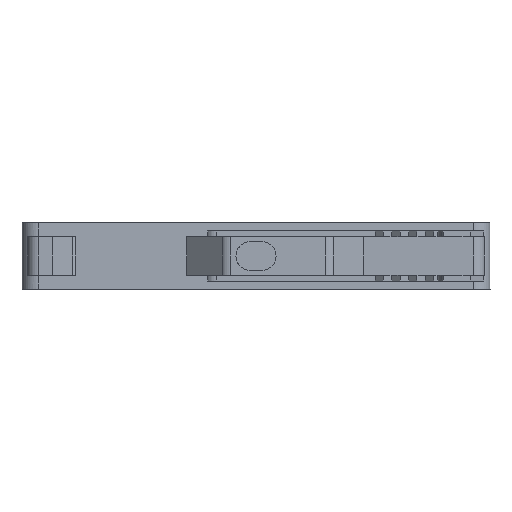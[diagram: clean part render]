
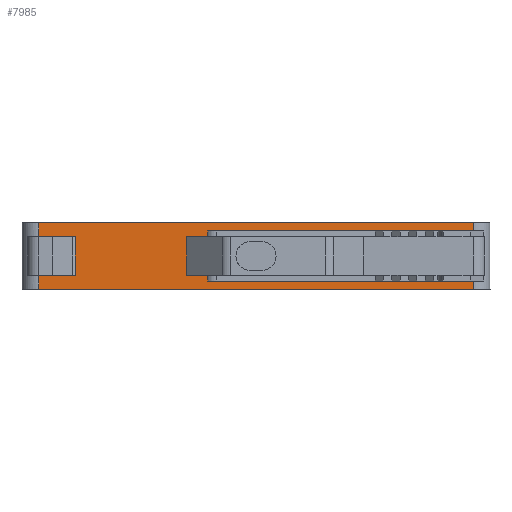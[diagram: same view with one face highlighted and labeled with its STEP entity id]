
A CAD part, front view. The second image highlights one B-rep face of the part: STEP entity #7985.
In plain terms, the highlighted planar face has unit normal (0, -1, 0).
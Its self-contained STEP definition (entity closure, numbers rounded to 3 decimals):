
#76 = CARTESIAN_POINT ( 'NONE',  ( -4.327, 0., 0.75 ) ) ;
#82 = LINE ( 'NONE', #1800, #12502 ) ;
#90 = EDGE_CURVE ( 'NONE', #4110, #8088, #11677, .T. ) ;
#325 = DIRECTION ( 'NONE',  ( 0., 0., -1. ) ) ;
#492 = VECTOR ( 'NONE', #5719, 1000. ) ;
#596 = CARTESIAN_POINT ( 'NONE',  ( -16.2, 0., 1.25 ) ) ;
#631 = CARTESIAN_POINT ( 'NONE',  ( -37.611, 0., 1.25 ) ) ;
#717 = LINE ( 'NONE', #4134, #10814 ) ;
#754 = CARTESIAN_POINT ( 'NONE',  ( -19.5, 0., 1.25 ) ) ;
#986 = VERTEX_POINT ( 'NONE', #754 ) ;
#1105 = AXIS2_PLACEMENT_3D ( 'NONE', #4890, #11711, #5870 ) ;
#1114 = VERTEX_POINT ( 'NONE', #2930 ) ;
#1227 = DIRECTION ( 'NONE',  ( -1., 0., 0. ) ) ;
#1255 = VERTEX_POINT ( 'NONE', #1296 ) ;
#1281 = FACE_OUTER_BOUND ( 'NONE', #2111, .T. ) ;
#1296 = CARTESIAN_POINT ( 'NONE',  ( -4.327, 0., 1.25 ) ) ;
#1339 = LINE ( 'NONE', #76, #3936 ) ;
#1760 = VERTEX_POINT ( 'NONE', #6957 ) ;
#1773 = CARTESIAN_POINT ( 'NONE',  ( -37.611, 0., 1.25 ) ) ;
#1800 = CARTESIAN_POINT ( 'NONE',  ( 19.5, 0., 3. ) ) ;
#1870 = ORIENTED_EDGE ( 'NONE', *, *, #8914, .F. ) ;
#1997 = VERTEX_POINT ( 'NONE', #6295 ) ;
#2022 = DIRECTION ( 'NONE',  ( 1., 0., 0. ) ) ;
#2042 = VERTEX_POINT ( 'NONE', #596 ) ;
#2111 = EDGE_LOOP ( 'NONE', ( #1870, #8090, #6144, #4135, #6699, #3498, #4107, #11556, #9167, #9365, #11236, #3820, #4161, #5097, #6118, #6754 ) ) ;
#2125 = VERTEX_POINT ( 'NONE', #11622 ) ;
#2266 = CARTESIAN_POINT ( 'NONE',  ( -19.5, 0., 0. ) ) ;
#2345 = CARTESIAN_POINT ( 'NONE',  ( -16.2, 0., 4.75 ) ) ;
#2371 = VECTOR ( 'NONE', #4645, 1000. ) ;
#2884 = LINE ( 'NONE', #7555, #10689 ) ;
#2920 = CARTESIAN_POINT ( 'NONE',  ( -37.611, 0., 4.75 ) ) ;
#2930 = CARTESIAN_POINT ( 'NONE',  ( -4.327, 0., 5.25 ) ) ;
#2934 = DIRECTION ( 'NONE',  ( 0., 0., -1. ) ) ;
#3094 = LINE ( 'NONE', #1773, #492 ) ;
#3183 = CARTESIAN_POINT ( 'NONE',  ( -4.327, 0., 5.25 ) ) ;
#3309 = DIRECTION ( 'NONE',  ( 0., 0., -1. ) ) ;
#3453 = LINE ( 'NONE', #2920, #5750 ) ;
#3498 = ORIENTED_EDGE ( 'NONE', *, *, #7531, .F. ) ;
#3542 = LINE ( 'NONE', #11604, #10108 ) ;
#3572 = DIRECTION ( 'NONE',  ( -1., 0., 0. ) ) ;
#3733 = VECTOR ( 'NONE', #7483, 1000. ) ;
#3744 = VECTOR ( 'NONE', #325, 1000. ) ;
#3820 = ORIENTED_EDGE ( 'NONE', *, *, #6400, .F. ) ;
#3878 = DIRECTION ( 'NONE',  ( 0., 0., 1. ) ) ;
#3905 = DIRECTION ( 'NONE',  ( 0., 0., -1. ) ) ;
#3936 = VECTOR ( 'NONE', #5954, 1000. ) ;
#3959 = CARTESIAN_POINT ( 'NONE',  ( -16.2, 0., 4.75 ) ) ;
#4107 = ORIENTED_EDGE ( 'NONE', *, *, #7042, .F. ) ;
#4110 = VERTEX_POINT ( 'NONE', #2266 ) ;
#4135 = ORIENTED_EDGE ( 'NONE', *, *, #9788, .T. ) ;
#4134 = CARTESIAN_POINT ( 'NONE',  ( -37.611, 0., 4.75 ) ) ;
#4161 = ORIENTED_EDGE ( 'NONE', *, *, #12483, .T. ) ;
#4175 = VECTOR ( 'NONE', #2022, 1000. ) ;
#4375 = CARTESIAN_POINT ( 'NONE',  ( 19.5, 0., 6. ) ) ;
#4645 = DIRECTION ( 'NONE',  ( 1., 0., 0. ) ) ;
#4764 = CARTESIAN_POINT ( 'NONE',  ( -6.213, 0., 4.75 ) ) ;
#4890 = CARTESIAN_POINT ( 'NONE',  ( -19.5, 0., 3. ) ) ;
#4929 = VECTOR ( 'NONE', #3905, 1000. ) ;
#5097 = ORIENTED_EDGE ( 'NONE', *, *, #12641, .T. ) ;
#5136 = LINE ( 'NONE', #2345, #3744 ) ;
#5479 = LINE ( 'NONE', #11706, #7784 ) ;
#5719 = DIRECTION ( 'NONE',  ( -1., 0., 0. ) ) ;
#5750 = VECTOR ( 'NONE', #6822, 1000. ) ;
#5870 = DIRECTION ( 'NONE',  ( -1., 0., 0. ) ) ;
#5954 = DIRECTION ( 'NONE',  ( 0., 0., -1. ) ) ;
#5956 = CARTESIAN_POINT ( 'NONE',  ( -19.5, 0., 0. ) ) ;
#6118 = ORIENTED_EDGE ( 'NONE', *, *, #8626, .T. ) ;
#6144 = ORIENTED_EDGE ( 'NONE', *, *, #10943, .F. ) ;
#6295 = CARTESIAN_POINT ( 'NONE',  ( -6.213, 0., 1.25 ) ) ;
#6400 = EDGE_CURVE ( 'NONE', #9298, #7960, #717, .T. ) ;
#6699 = ORIENTED_EDGE ( 'NONE', *, *, #8644, .F. ) ;
#6712 = EDGE_CURVE ( 'NONE', #10616, #8399, #6993, .T. ) ;
#6754 = ORIENTED_EDGE ( 'NONE', *, *, #90, .T. ) ;
#6822 = DIRECTION ( 'NONE',  ( -1., 0., 0. ) ) ;
#6957 = CARTESIAN_POINT ( 'NONE',  ( -4.327, 0., 4.75 ) ) ;
#6993 = LINE ( 'NONE', #10411, #9236 ) ;
#7042 = EDGE_CURVE ( 'NONE', #1114, #1760, #9721, .T. ) ;
#7056 = VERTEX_POINT ( 'NONE', #11006 ) ;
#7438 = EDGE_CURVE ( 'NONE', #7056, #10616, #82, .T. ) ;
#7483 = DIRECTION ( 'NONE',  ( -1., 0., 0. ) ) ;
#7513 = LINE ( 'NONE', #8213, #12701 ) ;
#7531 = EDGE_CURVE ( 'NONE', #1760, #12119, #3453, .T. ) ;
#7555 = CARTESIAN_POINT ( 'NONE',  ( 14.639, 0., 0.75 ) ) ;
#7682 = DIRECTION ( 'NONE',  ( 0., 0., 1. ) ) ;
#7784 = VECTOR ( 'NONE', #3878, 1000. ) ;
#7870 = EDGE_CURVE ( 'NONE', #1114, #7056, #12481, .T. ) ;
#7960 = VERTEX_POINT ( 'NONE', #10641 ) ;
#7985 = ADVANCED_FACE ( 'NONE', ( #1281 ), #9698, .F. ) ;
#8088 = VERTEX_POINT ( 'NONE', #10946 ) ;
#8090 = ORIENTED_EDGE ( 'NONE', *, *, #10779, .T. ) ;
#8213 = CARTESIAN_POINT ( 'NONE',  ( 19.5, 0., 3. ) ) ;
#8399 = VERTEX_POINT ( 'NONE', #8461 ) ;
#8461 = CARTESIAN_POINT ( 'NONE',  ( -19.5, 0., 6. ) ) ;
#8514 = DIRECTION ( 'NONE',  ( -1., 0., 0. ) ) ;
#8626 = EDGE_CURVE ( 'NONE', #986, #4110, #3542, .T. ) ;
#8644 = EDGE_CURVE ( 'NONE', #12119, #1997, #9028, .T. ) ;
#8870 = VERTEX_POINT ( 'NONE', #10043 ) ;
#8914 = EDGE_CURVE ( 'NONE', #2125, #8088, #7513, .T. ) ;
#9019 = DIRECTION ( 'NONE',  ( 0., 0., -1. ) ) ;
#9028 = LINE ( 'NONE', #11732, #4929 ) ;
#9167 = ORIENTED_EDGE ( 'NONE', *, *, #7438, .T. ) ;
#9236 = VECTOR ( 'NONE', #3572, 1000. ) ;
#9267 = EDGE_CURVE ( 'NONE', #7960, #8399, #5479, .T. ) ;
#9298 = VERTEX_POINT ( 'NONE', #3959 ) ;
#9365 = ORIENTED_EDGE ( 'NONE', *, *, #6712, .T. ) ;
#9698 = PLANE ( 'NONE',  #1105 ) ;
#9721 = LINE ( 'NONE', #3183, #12358 ) ;
#9788 = EDGE_CURVE ( 'NONE', #1255, #1997, #3094, .T. ) ;
#10043 = CARTESIAN_POINT ( 'NONE',  ( -4.327, 0., 0.75 ) ) ;
#10108 = VECTOR ( 'NONE', #2934, 1000. ) ;
#10411 = CARTESIAN_POINT ( 'NONE',  ( 19.5, 0., 6. ) ) ;
#10616 = VERTEX_POINT ( 'NONE', #4375 ) ;
#10641 = CARTESIAN_POINT ( 'NONE',  ( -19.5, 0., 4.75 ) ) ;
#10689 = VECTOR ( 'NONE', #8514, 1000. ) ;
#10779 = EDGE_CURVE ( 'NONE', #2125, #8870, #2884, .T. ) ;
#10814 = VECTOR ( 'NONE', #1227, 1000. ) ;
#10943 = EDGE_CURVE ( 'NONE', #1255, #8870, #1339, .T. ) ;
#10946 = CARTESIAN_POINT ( 'NONE',  ( 19.5, 0., 0. ) ) ;
#11006 = CARTESIAN_POINT ( 'NONE',  ( 19.5, 0., 5.25 ) ) ;
#11236 = ORIENTED_EDGE ( 'NONE', *, *, #9267, .F. ) ;
#11249 = LINE ( 'NONE', #631, #3733 ) ;
#11467 = CARTESIAN_POINT ( 'NONE',  ( 14.639, 0., 5.25 ) ) ;
#11556 = ORIENTED_EDGE ( 'NONE', *, *, #7870, .T. ) ;
#11604 = CARTESIAN_POINT ( 'NONE',  ( -19.5, 0., 3. ) ) ;
#11622 = CARTESIAN_POINT ( 'NONE',  ( 19.5, 0., 0.75 ) ) ;
#11677 = LINE ( 'NONE', #5956, #4175 ) ;
#11706 = CARTESIAN_POINT ( 'NONE',  ( -19.5, 0., 3. ) ) ;
#11711 = DIRECTION ( 'NONE',  ( 0., 1., 0. ) ) ;
#11732 = CARTESIAN_POINT ( 'NONE',  ( -6.213, 0., 4.75 ) ) ;
#12119 = VERTEX_POINT ( 'NONE', #4764 ) ;
#12358 = VECTOR ( 'NONE', #9019, 1000. ) ;
#12481 = LINE ( 'NONE', #11467, #2371 ) ;
#12483 = EDGE_CURVE ( 'NONE', #9298, #2042, #5136, .T. ) ;
#12502 = VECTOR ( 'NONE', #7682, 1000. ) ;
#12641 = EDGE_CURVE ( 'NONE', #2042, #986, #11249, .T. ) ;
#12701 = VECTOR ( 'NONE', #3309, 1000. ) ;
